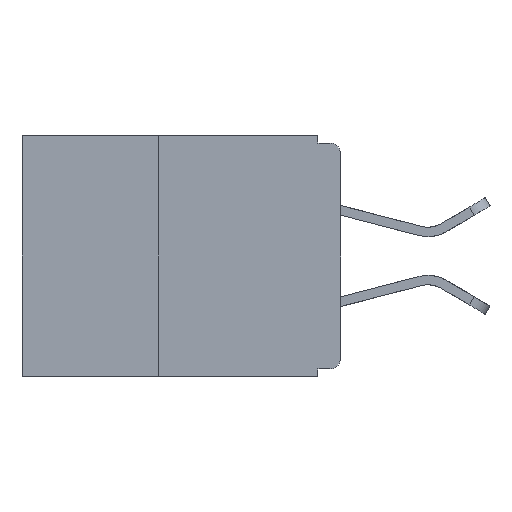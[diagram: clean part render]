
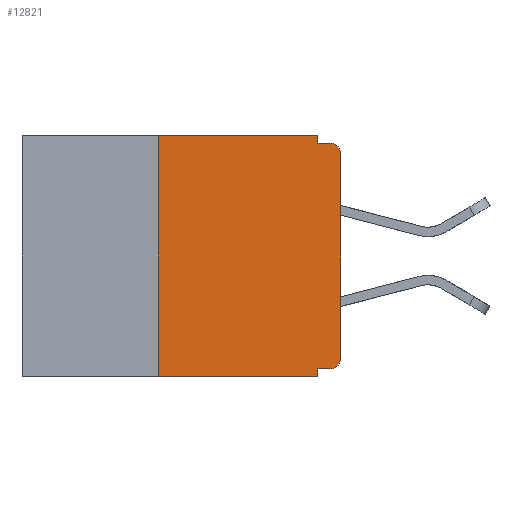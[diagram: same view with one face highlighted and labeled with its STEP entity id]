
A CAD part, left-side view. The second image highlights one B-rep face of the part: STEP entity #12821.
In plain terms, the highlighted planar face has unit normal (-1, 0, 0).
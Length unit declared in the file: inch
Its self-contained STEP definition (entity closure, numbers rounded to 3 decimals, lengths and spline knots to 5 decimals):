
#142 = DIRECTION ( 'NONE',  ( 0., -1., 0. ) ) ;
#252 = VECTOR ( 'NONE', #142, 39.37008 ) ;
#268 = ORIENTED_EDGE ( 'NONE', *, *, #15582, .T. ) ;
#358 = VERTEX_POINT ( 'NONE', #19259 ) ;
#1026 = LINE ( 'NONE', #22405, #24102 ) ;
#1098 = CARTESIAN_POINT ( 'NONE',  ( 0., 0.437, -0.33 ) ) ;
#1494 = CARTESIAN_POINT ( 'NONE',  ( 0., 0.25, 0. ) ) ;
#1604 = EDGE_CURVE ( 'NONE', #15021, #26021, #20996, .T. ) ;
#2360 = VERTEX_POINT ( 'NONE', #19433 ) ;
#2632 = ORIENTED_EDGE ( 'NONE', *, *, #24398, .T. ) ;
#2716 = DIRECTION ( 'NONE',  ( 1., 0., 0. ) ) ;
#3151 = EDGE_CURVE ( 'NONE', #23274, #26021, #28362, .T. ) ;
#3457 = LINE ( 'NONE', #23620, #8769 ) ;
#3781 = CARTESIAN_POINT ( 'NONE',  ( 0., 0., -0.025 ) ) ;
#4103 = DIRECTION ( 'NONE',  ( 0., 0., -1. ) ) ;
#4620 = EDGE_CURVE ( 'NONE', #10588, #358, #18242, .T. ) ;
#4987 = DIRECTION ( 'NONE',  ( -1., 0., 0. ) ) ;
#6099 = LINE ( 'NONE', #8630, #11395 ) ;
#6565 = CARTESIAN_POINT ( 'NONE',  ( 0., 0.031, -0.33 ) ) ;
#7373 = CARTESIAN_POINT ( 'NONE',  ( 0., 0.031, -0.32 ) ) ;
#7575 = AXIS2_PLACEMENT_3D ( 'NONE', #8322, #23806, #10543 ) ;
#7896 = VECTOR ( 'NONE', #17783, 39.37008 ) ;
#8068 = EDGE_CURVE ( 'NONE', #28386, #23274, #25545, .T. ) ;
#8322 = CARTESIAN_POINT ( 'NONE',  ( 0., 0.015, -0.025 ) ) ;
#8624 = EDGE_CURVE ( 'NONE', #18904, #22990, #6099, .T. ) ;
#8630 = CARTESIAN_POINT ( 'NONE',  ( 0., 0., 0. ) ) ;
#8769 = VECTOR ( 'NONE', #12618, 39.37008 ) ;
#9681 = CIRCLE ( 'NONE', #7575, 0.015 ) ;
#9842 = VECTOR ( 'NONE', #25587, 39.37008 ) ;
#10543 = DIRECTION ( 'NONE',  ( 0., 0., -1. ) ) ;
#10588 = VERTEX_POINT ( 'NONE', #1494 ) ;
#11395 = VECTOR ( 'NONE', #19743, 39.37008 ) ;
#12618 = DIRECTION ( 'NONE',  ( 0., 0., -1. ) ) ;
#12821 = ADVANCED_FACE ( 'NONE', ( #23041 ), #13936, .F. ) ;
#13612 = DIRECTION ( 'NONE',  ( 0., -1., 0. ) ) ;
#13868 = DIRECTION ( 'NONE',  ( 0., 0., 1. ) ) ;
#13936 = PLANE ( 'NONE',  #15171 ) ;
#14384 = VERTEX_POINT ( 'NONE', #28027 ) ;
#14705 = CARTESIAN_POINT ( 'NONE',  ( 0., 0.015, -0.32 ) ) ;
#15021 = VERTEX_POINT ( 'NONE', #19657 ) ;
#15171 = AXIS2_PLACEMENT_3D ( 'NONE', #22728, #2716, #18445 ) ;
#15239 = ORIENTED_EDGE ( 'NONE', *, *, #21678, .F. ) ;
#15426 = CARTESIAN_POINT ( 'NONE',  ( 0., 0., -0.32 ) ) ;
#15582 = EDGE_CURVE ( 'NONE', #22990, #14384, #9681, .T. ) ;
#15918 = ORIENTED_EDGE ( 'NONE', *, *, #4620, .F. ) ;
#16253 = CIRCLE ( 'NONE', #18782, 0.015 ) ;
#17783 = DIRECTION ( 'NONE',  ( 0., 1., 0. ) ) ;
#18242 = LINE ( 'NONE', #26857, #252 ) ;
#18435 = CARTESIAN_POINT ( 'NONE',  ( 0., 0.015, -0.305 ) ) ;
#18445 = DIRECTION ( 'NONE',  ( 0., 0., -1. ) ) ;
#18782 = AXIS2_PLACEMENT_3D ( 'NONE', #18435, #4987, #20626 ) ;
#18904 = VERTEX_POINT ( 'NONE', #26386 ) ;
#18930 = ORIENTED_EDGE ( 'NONE', *, *, #24946, .F. ) ;
#19259 = CARTESIAN_POINT ( 'NONE',  ( 0., 0.031, 0. ) ) ;
#19433 = CARTESIAN_POINT ( 'NONE',  ( 0., 0.031, -0.01 ) ) ;
#19657 = CARTESIAN_POINT ( 'NONE',  ( 0., 0.25, -0.33 ) ) ;
#19743 = DIRECTION ( 'NONE',  ( 0., 0., 1. ) ) ;
#20626 = DIRECTION ( 'NONE',  ( 0., 0., -1. ) ) ;
#20888 = LINE ( 'NONE', #27034, #25998 ) ;
#20996 = LINE ( 'NONE', #1098, #9842 ) ;
#21678 = EDGE_CURVE ( 'NONE', #358, #2360, #3457, .T. ) ;
#21992 = ORIENTED_EDGE ( 'NONE', *, *, #8624, .T. ) ;
#22405 = CARTESIAN_POINT ( 'NONE',  ( 0., 0., -0.01 ) ) ;
#22617 = VECTOR ( 'NONE', #4103, 39.37008 ) ;
#22728 = CARTESIAN_POINT ( 'NONE',  ( 0., 0.437, 0. ) ) ;
#22990 = VERTEX_POINT ( 'NONE', #3781 ) ;
#23041 = FACE_OUTER_BOUND ( 'NONE', #25751, .T. ) ;
#23274 = VERTEX_POINT ( 'NONE', #7373 ) ;
#23620 = CARTESIAN_POINT ( 'NONE',  ( 0., 0.031, 0. ) ) ;
#23806 = DIRECTION ( 'NONE',  ( -1., 0., 0. ) ) ;
#24102 = VECTOR ( 'NONE', #13612, 39.37008 ) ;
#24398 = EDGE_CURVE ( 'NONE', #28386, #18904, #16253, .T. ) ;
#24654 = CARTESIAN_POINT ( 'NONE',  ( 0., 0.031, -0.33 ) ) ;
#24946 = EDGE_CURVE ( 'NONE', #2360, #14384, #1026, .T. ) ;
#25173 = ORIENTED_EDGE ( 'NONE', *, *, #27497, .F. ) ;
#25545 = LINE ( 'NONE', #15426, #7896 ) ;
#25587 = DIRECTION ( 'NONE',  ( 0., -1., 0. ) ) ;
#25751 = EDGE_LOOP ( 'NONE', ( #21992, #268, #18930, #15239, #15918, #25173, #28690, #27016, #28657, #2632 ) ) ;
#25998 = VECTOR ( 'NONE', #13868, 39.37008 ) ;
#26021 = VERTEX_POINT ( 'NONE', #6565 ) ;
#26386 = CARTESIAN_POINT ( 'NONE',  ( 0., 0., -0.305 ) ) ;
#26857 = CARTESIAN_POINT ( 'NONE',  ( 0., 0.437, 0. ) ) ;
#27016 = ORIENTED_EDGE ( 'NONE', *, *, #3151, .F. ) ;
#27034 = CARTESIAN_POINT ( 'NONE',  ( 0., 0.25, -0.33 ) ) ;
#27497 = EDGE_CURVE ( 'NONE', #15021, #10588, #20888, .T. ) ;
#28027 = CARTESIAN_POINT ( 'NONE',  ( 0., 0.015, -0.01 ) ) ;
#28362 = LINE ( 'NONE', #24654, #22617 ) ;
#28386 = VERTEX_POINT ( 'NONE', #14705 ) ;
#28657 = ORIENTED_EDGE ( 'NONE', *, *, #8068, .F. ) ;
#28690 = ORIENTED_EDGE ( 'NONE', *, *, #1604, .T. ) ;
